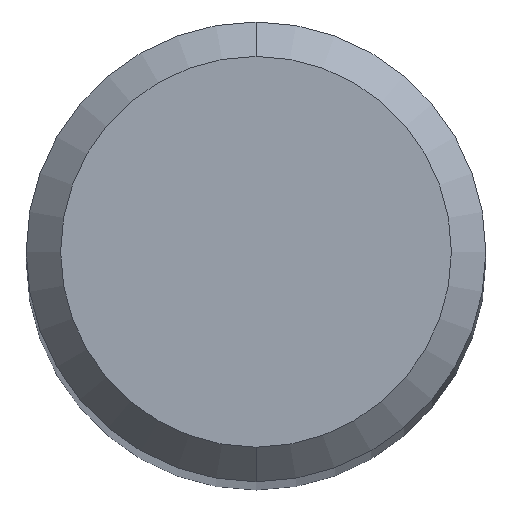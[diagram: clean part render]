
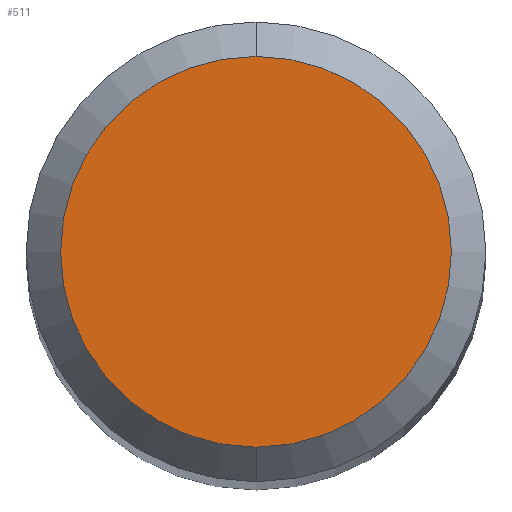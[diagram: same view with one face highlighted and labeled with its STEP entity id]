
A CAD part, top view. The second image highlights one B-rep face of the part: STEP entity #511.
In plain terms, the highlighted planar face has unit normal (0, 0, 1).
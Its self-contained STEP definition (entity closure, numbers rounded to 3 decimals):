
#455=EDGE_CURVE('',#999,#473,#1142,.T.);
#473=VERTEX_POINT('',#1162);
#511=ADVANCED_FACE('',(#1204),#1205,.T.);
#961=EDGE_CURVE('',#473,#999,#1697,.T.);
#999=VERTEX_POINT('',#1737);
#1142=CIRCLE('',#2065,1.7);
#1162=CARTESIAN_POINT('',(0.,-1.7,0.0));
#1204=FACE_OUTER_BOUND('',#2532,.T.);
#1205=PLANE('',#2533);
#1697=CIRCLE('',#4865,1.7);
#1737=CARTESIAN_POINT('',(0.0,1.7,0.0));
#2065=AXIS2_PLACEMENT_3D('',#5206,#5207,#5208);
#2532=EDGE_LOOP('',(#5282,#5283));
#2533=AXIS2_PLACEMENT_3D('',#5284,#5285,#5286);
#4865=AXIS2_PLACEMENT_3D('',#5795,#5796,#5797);
#5206=CARTESIAN_POINT('',(0.0,0.0,0.0));
#5207=DIRECTION('',(0.0,0.0,-1.0));
#5208=DIRECTION('',(0.0,1.0,0.0));
#5282=ORIENTED_EDGE('',*,*,#455,.F.);
#5283=ORIENTED_EDGE('',*,*,#961,.F.);
#5284=CARTESIAN_POINT('',(0.0,0.85,0.0));
#5285=DIRECTION('',(-0.0,0.0,1.0));
#5286=DIRECTION('',(0.0,-1.0,0.0));
#5795=CARTESIAN_POINT('',(0.0,0.0,0.0));
#5796=DIRECTION('',(0.0,0.0,-1.0));
#5797=DIRECTION('',(0.0,1.0,0.0));
